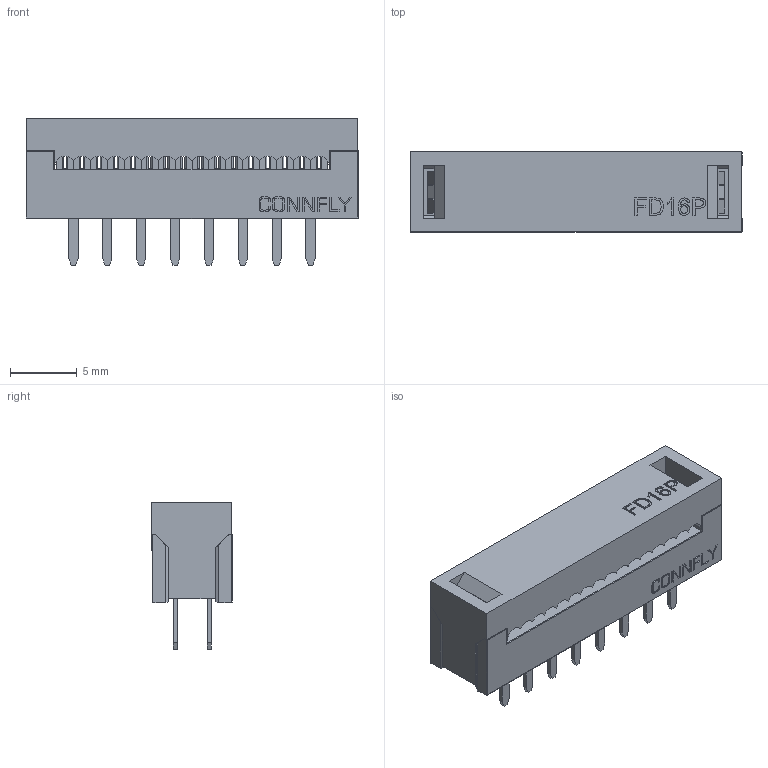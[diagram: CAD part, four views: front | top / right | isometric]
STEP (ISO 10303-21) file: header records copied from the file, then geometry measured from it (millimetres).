
FILE_DESCRIPTION (( 'STEP AP214' ), '1' );
FILE_NAME ('Ñáîðêà FDC-16 ( DS1018-2.54-16 ).STEP', '2017-04-09T23:49:13', ( 'SIG' ), ( '' ), 'SwSTEP 2.0', 'SolidWorks 2014', '' );
FILE_SCHEMA (( 'AUTOMOTIVE_DESIGN' ));
Length unit declared in the file: millimetre
Products named in the file (5): FDC-16 ( DS1018-2.54-16L ); FDC-16 ( DS1018-2.54-16S ); 栖闉罻 FDC-16 ( DS1018-2.54-16 )
Assembly tree (2 placements, depth 2):
  FDC-16 ( DS1018-2.54-16L )
  FDC-16 ( DS1018-2.54-16S )
  栖闉罻 FDC-16 ( DS1018-2.54-16 )
    FDC-16 ( DS1018-2.54-16S )
    FDC-16 ( DS1018-2.54-16L )
Bounding box: 24.89 x 6.02 x 11 mm (x, y, z)
Volume: 899.7 mm3; surface area: 1592 mm2
Topology: 2 solids, 2 shells, 788 faces, 2060 edges, 1343 vertices
Faces by surface type: plane 682, bspline 54, cylinder 52
Entity records: 32403 total; most frequent: CARTESIAN_POINT 7399, ORIENTED_EDGE 4120, DIRECTION 3477, EDGE_CURVE 2060, LINE 1867, VECTOR 1867, VERTEX_POINT 1343, EDGE_LOOP 859
